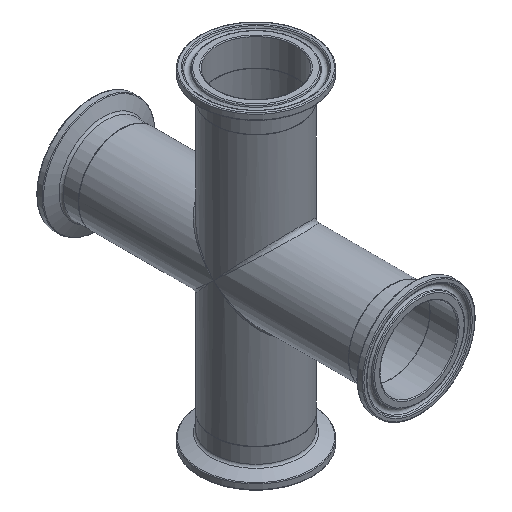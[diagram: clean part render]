
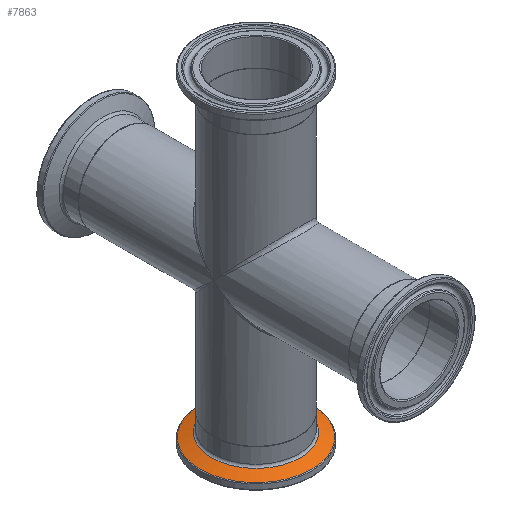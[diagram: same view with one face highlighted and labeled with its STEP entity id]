
A CAD part, isometric view. The second image highlights one B-rep face of the part: STEP entity #7863.
In plain terms, the highlighted conical face has half-angle 70 degrees and reference radius 22.123 mm.
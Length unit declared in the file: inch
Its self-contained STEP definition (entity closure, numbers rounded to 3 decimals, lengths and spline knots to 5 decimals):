
#19=CONICAL_SURFACE('',#8379,0.871,70.);
#139=FACE_BOUND('',#2396,.T.);
#362=CIRCLE('',#8378,0.98213);
#363=CIRCLE('',#8380,0.77961);
#1869=FACE_OUTER_BOUND('',#2395,.T.);
#2395=EDGE_LOOP('',(#6989));
#2396=EDGE_LOOP('',(#6990));
#3711=VERTEX_POINT('',#17645);
#3712=VERTEX_POINT('',#17648);
#4838=EDGE_CURVE('',#3711,#3711,#362,.T.);
#4839=EDGE_CURVE('',#3712,#3712,#363,.T.);
#6989=ORIENTED_EDGE('',*,*,#4839,.F.);
#6990=ORIENTED_EDGE('',*,*,#4838,.F.);
#7863=ADVANCED_FACE('',(#1869,#139),#19,.T.);
#8378=AXIS2_PLACEMENT_3D('',#17646,#9825,#9826);
#8379=AXIS2_PLACEMENT_3D('',#17647,#9827,#9828);
#8380=AXIS2_PLACEMENT_3D('',#17649,#9829,#9830);
#9825=DIRECTION('center_axis',(0.,0.,
-1.));
#9826=DIRECTION('ref_axis',(0.,-1.,0.));
#9827=DIRECTION('center_axis',(0.,0.,
-1.));
#9828=DIRECTION('ref_axis',(0.,1.,0.));
#9829=DIRECTION('center_axis',(0.,0.,
1.));
#9830=DIRECTION('ref_axis',(0.,-1.,0.));
#17645=CARTESIAN_POINT('',(0.,0.98213,-2.75941));
#17646=CARTESIAN_POINT('Origin',(0.,0.,
-2.75941));
#17647=CARTESIAN_POINT('Origin',(0.,0.,
-2.71896));
#17648=CARTESIAN_POINT('',(0.,0.77961,-2.6857));
#17649=CARTESIAN_POINT('Origin',(0.,0.,
-2.6857));
